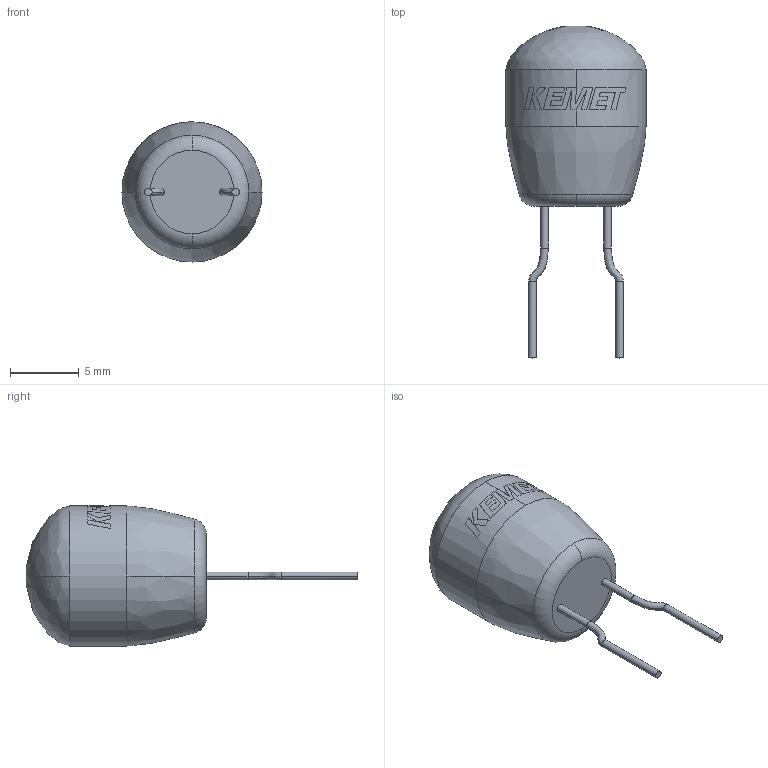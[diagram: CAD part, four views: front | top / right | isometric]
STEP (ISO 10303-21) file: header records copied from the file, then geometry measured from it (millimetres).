
FILE_DESCRIPTION (( 'STEP AP214' ), '1' );
FILE_NAME ('CTR_T354_D10.2H18.6S6.35LL5.56F0.55.STEP', '2017-12-01T16:44:19', ( '' ), ( '' ), 'SwSTEP 2.0', 'SolidWorks 2014', '' );
FILE_SCHEMA (( 'AUTOMOTIVE_DESIGN' ));
Length unit declared in the file: millimetre
Products named in the file (1): CTR_T354_D10.2H18.6S6.35LL5.56F0.55
Bounding box: 10.2 x 24.16 x 10.2 mm (x, y, z)
Volume: 891.1 mm3; surface area: 504.3 mm2
Topology: 1 solids, 1 shells, 81 faces, 217 edges, 142 vertices
Faces by surface type: bspline 43, plane 26, cylinder 10, torus 2
Entity records: 4201 total; most frequent: CARTESIAN_POINT 1597, ORIENTED_EDGE 434, DIRECTION 232, EDGE_CURVE 217, VERTEX_POINT 142, B_SPLINE_CURVE_WITH_KNOTS 127, AXIS2_PLACEMENT_3D 111, EDGE_LOOP 85
